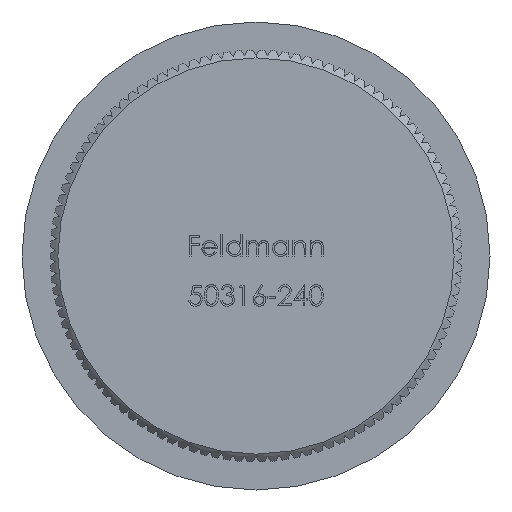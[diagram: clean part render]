
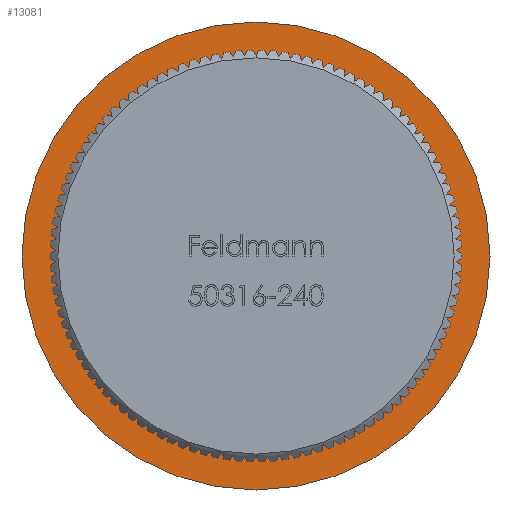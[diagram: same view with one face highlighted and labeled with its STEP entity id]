
A CAD part, front view. The second image highlights one B-rep face of the part: STEP entity #13081.
In plain terms, the highlighted planar face has unit normal (0, -1, 0).
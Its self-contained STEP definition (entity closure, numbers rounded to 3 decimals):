
#173 = PLANE ( 'NONE',  #12483 ) ;
#514 = EDGE_LOOP ( 'NONE', ( #12441, #18413 ) ) ;
#1854 = EDGE_CURVE ( 'NONE', #2683, #20823, #20046, .T. ) ;
#2042 = EDGE_CURVE ( 'NONE', #5182, #19277, #21212, .T. ) ;
#2165 = DIRECTION ( 'NONE',  ( 0., 0., -1. ) ) ;
#2497 = EDGE_CURVE ( 'NONE', #20823, #2683, #6783, .T. ) ;
#2683 = VERTEX_POINT ( 'NONE', #20121 ) ;
#3213 = DIRECTION ( 'NONE',  ( 0., 0., -1. ) ) ;
#3461 = EDGE_LOOP ( 'NONE', ( #21068, #9914 ) ) ;
#4142 = CARTESIAN_POINT ( 'NONE',  ( 12.5, 7.8, 0. ) ) ;
#4410 = DIRECTION ( 'NONE',  ( 0., 0., -1. ) ) ;
#5182 = VERTEX_POINT ( 'NONE', #14939 ) ;
#5185 = DIRECTION ( 'NONE',  ( 0., -1., 0. ) ) ;
#5363 = CIRCLE ( 'NONE', #8450, 12.5 ) ;
#6783 = CIRCLE ( 'NONE', #11585, 15. ) ;
#7761 = CARTESIAN_POINT ( 'NONE',  ( 0., 7.8, 15. ) ) ;
#8450 = AXIS2_PLACEMENT_3D ( 'NONE', #15120, #15196, #13385 ) ;
#9905 = DIRECTION ( 'NONE',  ( 0., -1., 0. ) ) ;
#9914 = ORIENTED_EDGE ( 'NONE', *, *, #20177, .F. ) ;
#10001 = AXIS2_PLACEMENT_3D ( 'NONE', #11720, #9905, #19744 ) ;
#11585 = AXIS2_PLACEMENT_3D ( 'NONE', #17508, #17284, #4410 ) ;
#11720 = CARTESIAN_POINT ( 'NONE',  ( 0., 7.8, 0. ) ) ;
#12441 = ORIENTED_EDGE ( 'NONE', *, *, #1854, .T. ) ;
#12483 = AXIS2_PLACEMENT_3D ( 'NONE', #4142, #17333, #2165 ) ;
#13081 = ADVANCED_FACE ( 'NONE', ( #13640, #16872 ), #173, .T. ) ;
#13385 = DIRECTION ( 'NONE',  ( 0., 0., -1. ) ) ;
#13640 = FACE_OUTER_BOUND ( 'NONE', #514, .T. ) ;
#14939 = CARTESIAN_POINT ( 'NONE',  ( 0., 7.8, -12.5 ) ) ;
#15120 = CARTESIAN_POINT ( 'NONE',  ( 0., 7.8, 0. ) ) ;
#15196 = DIRECTION ( 'NONE',  ( 0., -1., 0. ) ) ;
#15815 = CARTESIAN_POINT ( 'NONE',  ( 0., 7.8, 12.5 ) ) ;
#16872 = FACE_BOUND ( 'NONE', #3461, .T. ) ;
#17086 = AXIS2_PLACEMENT_3D ( 'NONE', #22150, #5185, #3213 ) ;
#17284 = DIRECTION ( 'NONE',  ( 0., -1., 0. ) ) ;
#17333 = DIRECTION ( 'NONE',  ( 0., -1., 0. ) ) ;
#17508 = CARTESIAN_POINT ( 'NONE',  ( 0., 7.8, 0. ) ) ;
#18413 = ORIENTED_EDGE ( 'NONE', *, *, #2497, .T. ) ;
#19277 = VERTEX_POINT ( 'NONE', #15815 ) ;
#19744 = DIRECTION ( 'NONE',  ( 0., 0., -1. ) ) ;
#20046 = CIRCLE ( 'NONE', #17086, 15. ) ;
#20121 = CARTESIAN_POINT ( 'NONE',  ( 0., 7.8, -15. ) ) ;
#20177 = EDGE_CURVE ( 'NONE', #19277, #5182, #5363, .T. ) ;
#20823 = VERTEX_POINT ( 'NONE', #7761 ) ;
#21068 = ORIENTED_EDGE ( 'NONE', *, *, #2042, .F. ) ;
#21212 = CIRCLE ( 'NONE', #10001, 12.5 ) ;
#22150 = CARTESIAN_POINT ( 'NONE',  ( 0., 7.8, 0. ) ) ;
